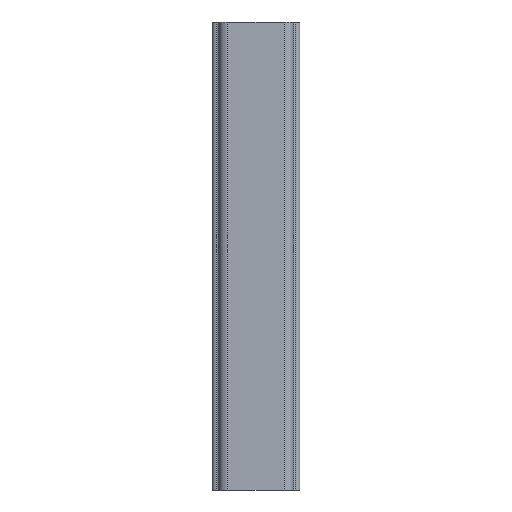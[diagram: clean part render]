
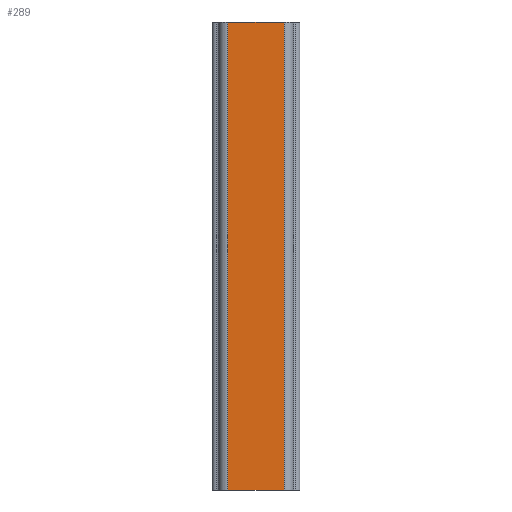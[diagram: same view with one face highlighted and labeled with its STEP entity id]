
A CAD part, front view. The second image highlights one B-rep face of the part: STEP entity #289.
In plain terms, the highlighted planar face has unit normal (0, -1, 0).
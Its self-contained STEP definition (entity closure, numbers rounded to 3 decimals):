
#31 = EDGE_CURVE ( 'NONE', #105, #731, #858, .T. ) ;
#105 = VERTEX_POINT ( 'NONE', #1469 ) ;
#118 = EDGE_CURVE ( 'NONE', #731, #1125, #170, .T. ) ;
#126 = FACE_OUTER_BOUND ( 'NONE', #1102, .T. ) ;
#130 = ORIENTED_EDGE ( 'NONE', *, *, #1486, .F. ) ;
#170 = LINE ( 'NONE', #631, #969 ) ;
#192 = CARTESIAN_POINT ( 'NONE',  ( -3., 0., 25. ) ) ;
#253 = EDGE_CURVE ( 'NONE', #827, #1125, #1361, .T. ) ;
#259 = VECTOR ( 'NONE', #334, 1000. ) ;
#289 = ADVANCED_FACE ( 'NONE', ( #126 ), #1069, .F. ) ;
#309 = CARTESIAN_POINT ( 'NONE',  ( 3., 0., 25. ) ) ;
#334 = DIRECTION ( 'NONE',  ( 0., 0., -1. ) ) ;
#427 = DIRECTION ( 'NONE',  ( 0., 0., -1. ) ) ;
#601 = CARTESIAN_POINT ( 'NONE',  ( -3., 0., 25. ) ) ;
#631 = CARTESIAN_POINT ( 'NONE',  ( -3., 0., -25. ) ) ;
#637 = DIRECTION ( 'NONE',  ( 1., 0., 0. ) ) ;
#710 = AXIS2_PLACEMENT_3D ( 'NONE', #601, #1284, #730 ) ;
#715 = VECTOR ( 'NONE', #1230, 1000. ) ;
#730 = DIRECTION ( 'NONE',  ( 0., 0., 1. ) ) ;
#731 = VERTEX_POINT ( 'NONE', #1082 ) ;
#745 = ORIENTED_EDGE ( 'NONE', *, *, #118, .T. ) ;
#827 = VERTEX_POINT ( 'NONE', #309 ) ;
#841 = CARTESIAN_POINT ( 'NONE',  ( 3., 0., -25. ) ) ;
#858 = LINE ( 'NONE', #192, #1168 ) ;
#862 = LINE ( 'NONE', #1329, #715 ) ;
#887 = ORIENTED_EDGE ( 'NONE', *, *, #253, .F. ) ;
#969 = VECTOR ( 'NONE', #637, 1000. ) ;
#1069 = PLANE ( 'NONE',  #710 ) ;
#1082 = CARTESIAN_POINT ( 'NONE',  ( -3., 0., -25. ) ) ;
#1102 = EDGE_LOOP ( 'NONE', ( #745, #887, #130, #1184 ) ) ;
#1125 = VERTEX_POINT ( 'NONE', #841 ) ;
#1168 = VECTOR ( 'NONE', #427, 1000. ) ;
#1184 = ORIENTED_EDGE ( 'NONE', *, *, #31, .T. ) ;
#1230 = DIRECTION ( 'NONE',  ( 1., 0., 0. ) ) ;
#1284 = DIRECTION ( 'NONE',  ( 0., 1., 0. ) ) ;
#1329 = CARTESIAN_POINT ( 'NONE',  ( -3., 0., 25. ) ) ;
#1361 = LINE ( 'NONE', #1480, #259 ) ;
#1469 = CARTESIAN_POINT ( 'NONE',  ( -3., 0., 25. ) ) ;
#1480 = CARTESIAN_POINT ( 'NONE',  ( 3., 0., 25. ) ) ;
#1486 = EDGE_CURVE ( 'NONE', #105, #827, #862, .T. ) ;
